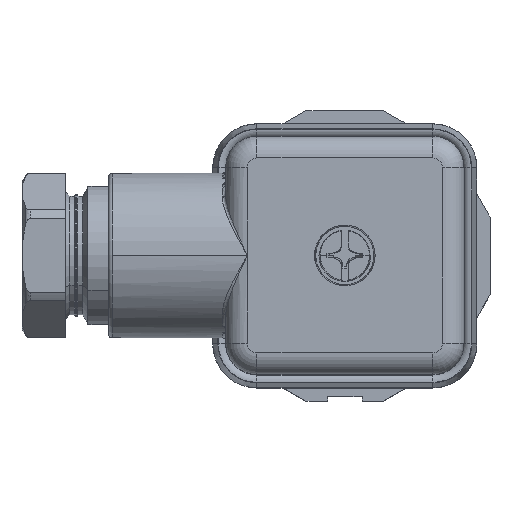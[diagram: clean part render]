
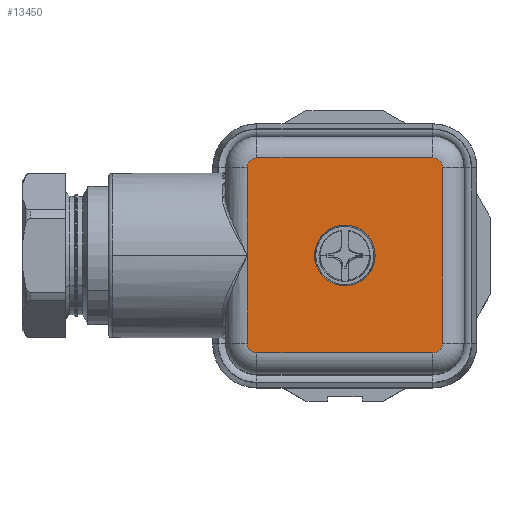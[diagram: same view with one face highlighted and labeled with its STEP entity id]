
A CAD part, top view. The second image highlights one B-rep face of the part: STEP entity #13450.
In plain terms, the highlighted planar face has unit normal (0, 0, 1).
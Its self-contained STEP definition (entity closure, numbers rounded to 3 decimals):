
#940=CARTESIAN_POINT('',(23.7,48.7,131.9));
#950=VERTEX_POINT('',#940);
#980=CARTESIAN_POINT('',(20.2,48.7,131.9));
#990=DIRECTION('',(0.,0.,-1.));
#1000=DIRECTION('',(-1.,0.,0.));
#1010=AXIS2_PLACEMENT_3D('',#980,#990,#1000);
#1020=CIRCLE('',#1010,3.5);
#1030=CARTESIAN_POINT('',(16.7,48.7,131.9));
#1040=VERTEX_POINT('',#1030);
#1050=EDGE_CURVE('',#950,#1040,#1020,.T.);
#12570=CARTESIAN_POINT('',(6.45,34.95,131.9));
#12580=DIRECTION('',(0.,0.,1.));
#12590=DIRECTION('',(1.,0.,0.));
#12600=AXIS2_PLACEMENT_3D('',#12570,#12580,#12590);
#12610=PLANE('',#12600);
#12620=CARTESIAN_POINT('',(10.05,58.85,131.9));
#12630=DIRECTION('',(0.,0.,1.));
#12640=DIRECTION('',(0.,1.,0.));
#12650=AXIS2_PLACEMENT_3D('',#12620,#12630,#12640);
#12660=CIRCLE('',#12650,1.1);
#12670=CARTESIAN_POINT('',(10.05,59.95,131.9));
#12680=VERTEX_POINT('',#12670);
#12690=CARTESIAN_POINT('',(8.95,58.85,131.9));
#12700=VERTEX_POINT('',#12690);
#12710=EDGE_CURVE('',#12680,#12700,#12660,.T.);
#12720=ORIENTED_EDGE('',*,*,#12710,.T.);
#12730=CARTESIAN_POINT('',(10.05,59.95,131.9));
#12740=DIRECTION('',(1.,0.,0.));
#12750=VECTOR('',#12740,1.);
#12760=LINE('',#12730,#12750);
#12770=CARTESIAN_POINT('',(30.35,59.95,131.9));
#12780=VERTEX_POINT('',#12770);
#12790=EDGE_CURVE('',#12680,#12780,#12760,.T.);
#12800=ORIENTED_EDGE('',*,*,#12790,.F.);
#12810=CARTESIAN_POINT('',(30.35,58.85,131.9));
#12820=DIRECTION('',(0.,0.,1.));
#12830=DIRECTION('',(1.,0.,0.));
#12840=AXIS2_PLACEMENT_3D('',#12810,#12820,#12830);
#12850=CIRCLE('',#12840,1.1);
#12860=CARTESIAN_POINT('',(31.45,58.85,131.9));
#12870=VERTEX_POINT('',#12860);
#12880=EDGE_CURVE('',#12870,#12780,#12850,.T.);
#12890=ORIENTED_EDGE('',*,*,#12880,.T.);
#12900=CARTESIAN_POINT('',(31.45,58.85,131.9));
#12910=DIRECTION('',(0.,-1.,0.));
#12920=VECTOR('',#12910,1.);
#12930=LINE('',#12900,#12920);
#12940=CARTESIAN_POINT('',(31.45,38.55,131.9));
#12950=VERTEX_POINT('',#12940);
#12960=EDGE_CURVE('',#12870,#12950,#12930,.T.);
#12970=ORIENTED_EDGE('',*,*,#12960,.F.);
#12980=CARTESIAN_POINT('',(30.35,38.55,131.9));
#12990=DIRECTION('',(0.,0.,1.));
#13000=DIRECTION('',(0.,-1.,0.));
#13010=AXIS2_PLACEMENT_3D('',#12980,#12990,#13000);
#13020=CIRCLE('',#13010,1.1);
#13030=CARTESIAN_POINT('',(30.35,37.45,131.9));
#13040=VERTEX_POINT('',#13030);
#13050=EDGE_CURVE('',#13040,#12950,#13020,.T.);
#13060=ORIENTED_EDGE('',*,*,#13050,.T.);
#13070=CARTESIAN_POINT('',(30.35,37.45,131.9));
#13080=DIRECTION('',(-1.,0.,0.));
#13090=VECTOR('',#13080,1.);
#13100=LINE('',#13070,#13090);
#13110=CARTESIAN_POINT('',(10.05,37.45,131.9));
#13120=VERTEX_POINT('',#13110);
#13130=EDGE_CURVE('',#13040,#13120,#13100,.T.);
#13140=ORIENTED_EDGE('',*,*,#13130,.F.);
#13150=CARTESIAN_POINT('',(10.05,38.55,131.9));
#13160=DIRECTION('',(0.,0.,1.));
#13170=DIRECTION('',(-1.,0.,0.));
#13180=AXIS2_PLACEMENT_3D('',#13150,#13160,#13170);
#13190=CIRCLE('',#13180,1.1);
#13200=CARTESIAN_POINT('',(8.95,38.55,131.9));
#13210=VERTEX_POINT('',#13200);
#13220=EDGE_CURVE('',#13210,#13120,#13190,.T.);
#13230=ORIENTED_EDGE('',*,*,#13220,.T.);
#13240=CARTESIAN_POINT('',(8.95,38.55,131.9));
#13250=DIRECTION('',(0.,1.,0.));
#13260=VECTOR('',#13250,1.);
#13270=LINE('',#13240,#13260);
#13280=CARTESIAN_POINT('',(8.95,48.7,131.9));
#13290=VERTEX_POINT('',#13280);
#13300=EDGE_CURVE('',#13210,#13290,#13270,.T.);
#13310=ORIENTED_EDGE('',*,*,#13300,.F.);
#13320=CARTESIAN_POINT('',(8.95,48.7,131.9));
#13330=DIRECTION('',(0.,1.,0.));
#13340=VECTOR('',#13330,1.);
#13350=LINE('',#13320,#13340);
#13360=EDGE_CURVE('',#13290,#12700,#13350,.T.);
#13370=ORIENTED_EDGE('',*,*,#13360,.F.);
#13380=EDGE_LOOP('',(#13370,#13310,#13230,#13140,#13060,#12970,#12890,
#12800,#12720));
#13390=FACE_OUTER_BOUND('',#13380,.T.);
#13400=ORIENTED_EDGE('',*,*,#1050,.T.);
#13410=EDGE_CURVE('',#1040,#950,#1020,.T.);
#13420=ORIENTED_EDGE('',*,*,#13410,.T.);
#13430=EDGE_LOOP('',(#13420,#13400));
#13440=FACE_BOUND('',#13430,.T.);
#13450=ADVANCED_FACE('',(#13390,#13440),#12610,.T.);
